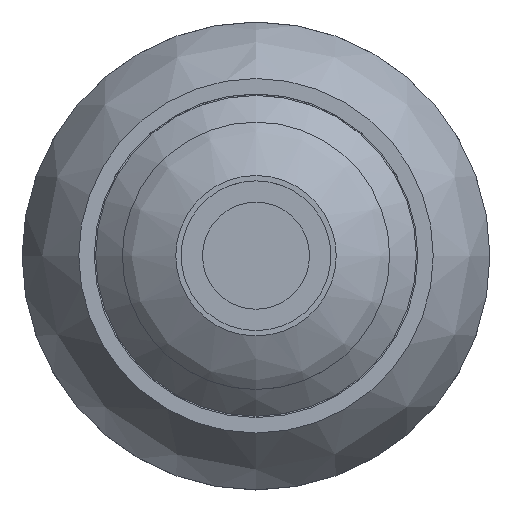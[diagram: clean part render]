
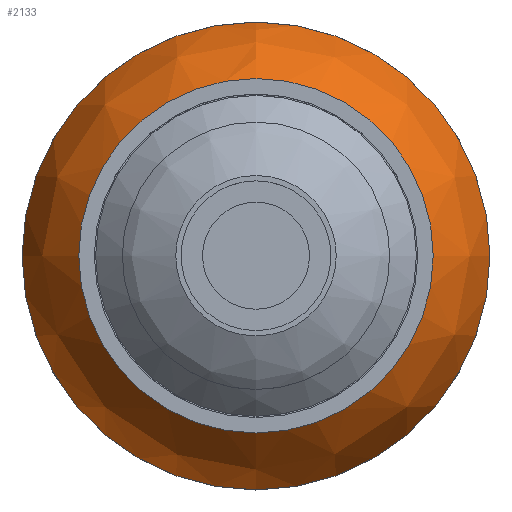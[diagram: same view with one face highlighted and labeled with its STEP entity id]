
A CAD part, top view. The second image highlights one B-rep face of the part: STEP entity #2133.
In plain terms, the highlighted free-form (B-spline) face has degree [2, 2] with [3, 9] control points.
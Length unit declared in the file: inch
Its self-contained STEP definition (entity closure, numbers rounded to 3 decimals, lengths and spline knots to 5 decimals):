
#45=(
BOUNDED_SURFACE()
B_SPLINE_SURFACE(2,2,((#3391,#3392,#3393,#3394,#3395,#3396,#3397,#3398,
#3399),(#3400,#3401,#3402,#3403,#3404,#3405,#3406,#3407,#3408),(#3409,#3410,
#3411,#3412,#3413,#3414,#3415,#3416,#3417)),.UNSPECIFIED.,.F.,.T.,.F.)
B_SPLINE_SURFACE_WITH_KNOTS((3,3),(3,2,2,2,3),(-0.88813,-0.20109),
(-3.14159,-1.5708,0.,1.5708,3.14159),
 .UNSPECIFIED.)
GEOMETRIC_REPRESENTATION_ITEM()
RATIONAL_B_SPLINE_SURFACE(((1.,0.707,1.,0.707,1.,
0.707,1.,0.707,1.),(0.942,0.666,
0.942,0.666,0.942,0.666,0.942,
0.666,0.942),(1.,0.707,1.,0.707,
1.,0.707,1.,0.707,1.)))
REPRESENTATION_ITEM('')
SURFACE()
);
#138=CIRCLE('',#2319,0.26102);
#139=CIRCLE('',#2320,0.26102);
#140=CIRCLE('',#2321,0.34449);
#141=CIRCLE('',#2322,0.34449);
#142=CIRCLE('',#2323,0.34449);
#143=CIRCLE('',#2324,0.23916);
#272=FACE_OUTER_BOUND('',#404,.T.);
#404=EDGE_LOOP('',(#1588,#1589,#1590,#1591,#1592,#1593,#1594));
#913=VERTEX_POINT('',#3387);
#914=VERTEX_POINT('',#3388);
#915=VERTEX_POINT('',#3418);
#916=VERTEX_POINT('',#3419);
#917=VERTEX_POINT('',#3421);
#1166=EDGE_CURVE('',#913,#914,#138,.T.);
#1167=EDGE_CURVE('',#914,#913,#139,.T.);
#1168=EDGE_CURVE('',#915,#916,#140,.T.);
#1169=EDGE_CURVE('',#917,#915,#141,.T.);
#1170=EDGE_CURVE('',#916,#917,#142,.T.);
#1171=EDGE_CURVE('',#916,#914,#143,.T.);
#1588=ORIENTED_EDGE('',*,*,#1168,.F.);
#1589=ORIENTED_EDGE('',*,*,#1169,.F.);
#1590=ORIENTED_EDGE('',*,*,#1170,.F.);
#1591=ORIENTED_EDGE('',*,*,#1171,.T.);
#1592=ORIENTED_EDGE('',*,*,#1167,.T.);
#1593=ORIENTED_EDGE('',*,*,#1166,.T.);
#1594=ORIENTED_EDGE('',*,*,#1171,.F.);
#2133=ADVANCED_FACE('',(#272),#45,.F.);
#2319=AXIS2_PLACEMENT_3D('',#3389,#2719,#2720);
#2320=AXIS2_PLACEMENT_3D('',#3390,#2721,#2722);
#2321=AXIS2_PLACEMENT_3D('',#3420,#2723,#2724);
#2322=AXIS2_PLACEMENT_3D('',#3422,#2725,#2726);
#2323=AXIS2_PLACEMENT_3D('',#3423,#2727,#2728);
#2324=AXIS2_PLACEMENT_3D('',#3424,#2729,#2730);
#2719=DIRECTION('center_axis',(0.,0.,
-1.));
#2720=DIRECTION('ref_axis',(-1.,0.,0.));
#2721=DIRECTION('center_axis',(0.,0.,
-1.));
#2722=DIRECTION('ref_axis',(-1.,0.,0.));
#2723=DIRECTION('center_axis',(0.,0.,
-1.));
#2724=DIRECTION('ref_axis',(-1.,0.,0.));
#2725=DIRECTION('center_axis',(0.,0.,
-1.));
#2726=DIRECTION('ref_axis',(-1.,0.,0.));
#2727=DIRECTION('center_axis',(0.,0.,
-1.));
#2728=DIRECTION('ref_axis',(-1.,0.,0.));
#2729=DIRECTION('center_axis',(1.,0.,0.));
#2730=DIRECTION('ref_axis',(0.,1.,0.));
#3387=CARTESIAN_POINT('',(-0.26102,0.,0.19685));
#3388=CARTESIAN_POINT('',(0.,0.26102,0.19685));
#3389=CARTESIAN_POINT('Origin',(0.,0.,
0.19685));
#3390=CARTESIAN_POINT('Origin',(0.,0.,
0.19685));
#3391=CARTESIAN_POINT('Ctrl Pts',(0.,0.26102,
0.19685));
#3392=CARTESIAN_POINT('Ctrl Pts',(0.26102,0.26102,0.19685));
#3393=CARTESIAN_POINT('Ctrl Pts',(0.26102,0.,
0.19685));
#3394=CARTESIAN_POINT('Ctrl Pts',(0.26102,-0.26102,
0.19685));
#3395=CARTESIAN_POINT('Ctrl Pts',(0.,-0.26102,
0.19685));
#3396=CARTESIAN_POINT('Ctrl Pts',(-0.26102,-0.26102,
0.19685));
#3397=CARTESIAN_POINT('Ctrl Pts',(-0.26102,0.,
0.19685));
#3398=CARTESIAN_POINT('Ctrl Pts',(-0.26102,0.26102,
0.19685));
#3399=CARTESIAN_POINT('Ctrl Pts',(0.,0.26102,
0.19685));
#3400=CARTESIAN_POINT('Ctrl Pts',(0.,0.3274,
0.14288));
#3401=CARTESIAN_POINT('Ctrl Pts',(0.3274,0.3274,0.14288));
#3402=CARTESIAN_POINT('Ctrl Pts',(0.3274,0.,
0.14288));
#3403=CARTESIAN_POINT('Ctrl Pts',(0.3274,-0.3274,
0.14288));
#3404=CARTESIAN_POINT('Ctrl Pts',(0.,-0.3274,
0.14288));
#3405=CARTESIAN_POINT('Ctrl Pts',(-0.3274,-0.3274,
0.14288));
#3406=CARTESIAN_POINT('Ctrl Pts',(-0.3274,0.,
0.14288));
#3407=CARTESIAN_POINT('Ctrl Pts',(-0.3274,0.3274,
0.14288));
#3408=CARTESIAN_POINT('Ctrl Pts',(0.,0.3274,
0.14288));
#3409=CARTESIAN_POINT('Ctrl Pts',(0.,0.34449,
0.05906));
#3410=CARTESIAN_POINT('Ctrl Pts',(0.34449,0.34449,0.05906));
#3411=CARTESIAN_POINT('Ctrl Pts',(0.34449,0.,
0.05906));
#3412=CARTESIAN_POINT('Ctrl Pts',(0.34449,-0.34449,
0.05906));
#3413=CARTESIAN_POINT('Ctrl Pts',(0.,-0.34449,
0.05906));
#3414=CARTESIAN_POINT('Ctrl Pts',(-0.34449,-0.34449,
0.05906));
#3415=CARTESIAN_POINT('Ctrl Pts',(-0.34449,0.,
0.05906));
#3416=CARTESIAN_POINT('Ctrl Pts',(-0.34449,0.34449,
0.05906));
#3417=CARTESIAN_POINT('Ctrl Pts',(0.,0.34449,
0.05906));
#3418=CARTESIAN_POINT('',(-0.34449,0.,0.05906));
#3419=CARTESIAN_POINT('',(0.,0.34449,0.05906));
#3420=CARTESIAN_POINT('Origin',(0.,0.,
0.05906));
#3421=CARTESIAN_POINT('',(0.34449,0.,0.05906));
#3422=CARTESIAN_POINT('Origin',(0.,0.,
0.05906));
#3423=CARTESIAN_POINT('Origin',(0.,0.,
0.05906));
#3424=CARTESIAN_POINT('Origin',(0.,0.11014,
0.01128));
